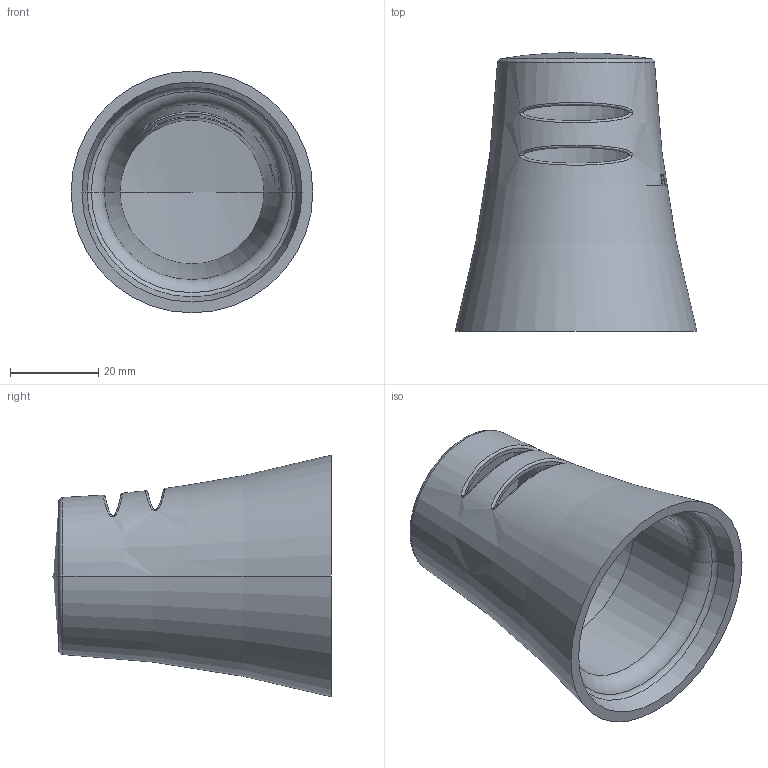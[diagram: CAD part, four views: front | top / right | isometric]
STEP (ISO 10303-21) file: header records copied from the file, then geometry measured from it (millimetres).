
FILE_DESCRIPTION((''),'2;1');
FILE_NAME('2500-5751_ASM','2017-06-01T',('rsmith'),(''),'PRO/ENGINEER BY PARAMETRIC TECHNOLOGY CORPORATION, 2013150','PRO/ENGINEER BY PARAMETRIC TECHNOLOGY CORPORATION, 2013150','');
FILE_SCHEMA(('CONFIG_CONTROL_DESIGN'));
Length unit declared in the file: inch
Products named in the file (2): 50902; 2500-5751_ASM
Assembly tree (1 placements, depth 2):
  2500-5751_ASM
    50902
Bounding box: 54.86 x 63.25 x 54.86 mm (x, y, z)
Volume: 20227.6 mm3; surface area: 27934 mm2
Topology: 1 solids, 2 shells, 62 faces, 176 edges, 113 vertices
Faces by surface type: plane 22, torus 16, extrusion 8, bspline 8, sphere 6, cylinder 2
Entity records: 5362 total; most frequent: CARTESIAN_POINT 3729, DIRECTION 328, ORIENTED_EDGE 314, EDGE_CURVE 170, AXIS2_PLACEMENT_3D 145, VERTEX_POINT 113, CIRCLE 86, EDGE_LOOP 79
